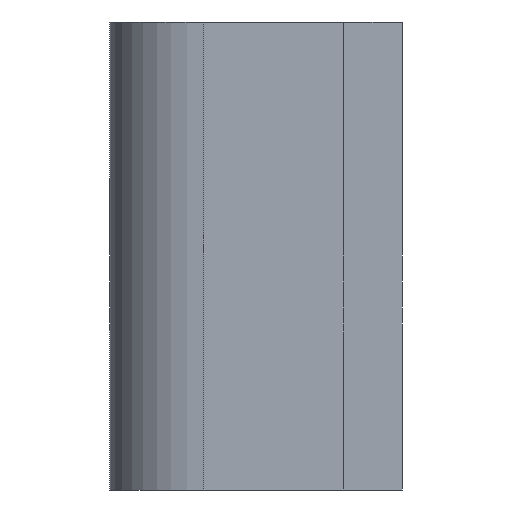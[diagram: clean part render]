
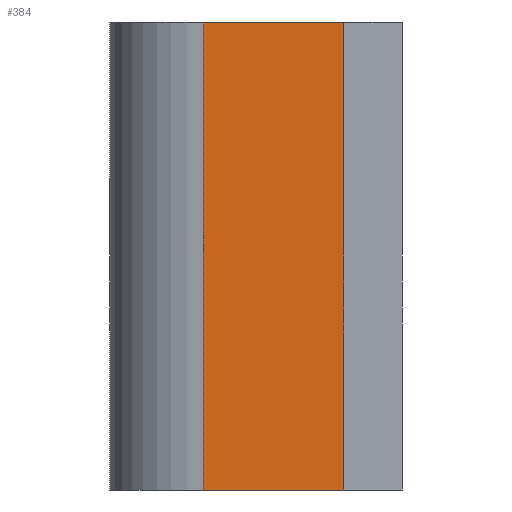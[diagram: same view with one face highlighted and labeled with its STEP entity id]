
A CAD part, left-side view. The second image highlights one B-rep face of the part: STEP entity #384.
In plain terms, the highlighted planar face has unit normal (-1, 0, 0).
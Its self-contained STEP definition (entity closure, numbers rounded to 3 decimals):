
#1 = CARTESIAN_POINT ( 'NONE',  ( -26.5, -15., 20. ) ) ;
#45 = DIRECTION ( 'NONE',  ( 0., 1., 0. ) ) ;
#77 = VERTEX_POINT ( 'NONE', #344 ) ;
#100 = CARTESIAN_POINT ( 'NONE',  ( -26.5, 0., 20. ) ) ;
#112 = VECTOR ( 'NONE', #706, 1000. ) ;
#193 = FACE_OUTER_BOUND ( 'NONE', #330, .T. ) ;
#213 = LINE ( 'NONE', #967, #359 ) ;
#218 = DIRECTION ( 'NONE',  ( 0., -1., 0. ) ) ;
#227 = CARTESIAN_POINT ( 'NONE',  ( -26.5, -15., -20. ) ) ;
#259 = DIRECTION ( 'NONE',  ( 0., -1., 0. ) ) ;
#276 = DIRECTION ( 'NONE',  ( 0., 0., 1. ) ) ;
#280 = ORIENTED_EDGE ( 'NONE', *, *, #1169, .T. ) ;
#313 = DIRECTION ( 'NONE',  ( 0., 0., -1. ) ) ;
#315 = ORIENTED_EDGE ( 'NONE', *, *, #558, .T. ) ;
#330 = EDGE_LOOP ( 'NONE', ( #546, #315, #280, #748, #616, #698 ) ) ;
#344 = CARTESIAN_POINT ( 'NONE',  ( -26.5, -12., -20. ) ) ;
#358 = VERTEX_POINT ( 'NONE', #913 ) ;
#359 = VECTOR ( 'NONE', #45, 1000. ) ;
#384 = ADVANCED_FACE ( 'NONE', ( #193 ), #850, .T. ) ;
#470 = VERTEX_POINT ( 'NONE', #227 ) ;
#494 = VECTOR ( 'NONE', #608, 1000. ) ;
#497 = CARTESIAN_POINT ( 'NONE',  ( -26.5, -3., 20. ) ) ;
#535 = EDGE_CURVE ( 'NONE', #1159, #358, #213, .T. ) ;
#546 = ORIENTED_EDGE ( 'NONE', *, *, #644, .F. ) ;
#558 = EDGE_CURVE ( 'NONE', #77, #470, #1047, .T. ) ;
#608 = DIRECTION ( 'NONE',  ( 0., 1., 0. ) ) ;
#616 = ORIENTED_EDGE ( 'NONE', *, *, #535, .T. ) ;
#621 = LINE ( 'NONE', #790, #112 ) ;
#644 = EDGE_CURVE ( 'NONE', #77, #938, #895, .T. ) ;
#645 = LINE ( 'NONE', #1, #1004 ) ;
#698 = ORIENTED_EDGE ( 'NONE', *, *, #989, .T. ) ;
#706 = DIRECTION ( 'NONE',  ( 0., -1., 0. ) ) ;
#715 = EDGE_CURVE ( 'NONE', #1159, #852, #621, .T. ) ;
#717 = CARTESIAN_POINT ( 'NONE',  ( -26.5, 0., -20. ) ) ;
#748 = ORIENTED_EDGE ( 'NONE', *, *, #715, .F. ) ;
#785 = CARTESIAN_POINT ( 'NONE',  ( -26.5, -3., -20. ) ) ;
#790 = CARTESIAN_POINT ( 'NONE',  ( -26.5, 0., 20. ) ) ;
#828 = VECTOR ( 'NONE', #218, 1000. ) ;
#837 = DIRECTION ( 'NONE',  ( -1., 0., 0. ) ) ;
#850 = PLANE ( 'NONE',  #923 ) ;
#852 = VERTEX_POINT ( 'NONE', #912 ) ;
#895 = LINE ( 'NONE', #717, #494 ) ;
#912 = CARTESIAN_POINT ( 'NONE',  ( -26.5, -15., 20. ) ) ;
#913 = CARTESIAN_POINT ( 'NONE',  ( -26.5, -3., 20. ) ) ;
#923 = AXIS2_PLACEMENT_3D ( 'NONE', #100, #837, #259 ) ;
#938 = VERTEX_POINT ( 'NONE', #785 ) ;
#954 = LINE ( 'NONE', #497, #988 ) ;
#962 = CARTESIAN_POINT ( 'NONE',  ( -26.5, -12., -20. ) ) ;
#967 = CARTESIAN_POINT ( 'NONE',  ( -26.5, 0., 20. ) ) ;
#988 = VECTOR ( 'NONE', #313, 1000. ) ;
#989 = EDGE_CURVE ( 'NONE', #358, #938, #954, .T. ) ;
#1004 = VECTOR ( 'NONE', #276, 1000. ) ;
#1007 = CARTESIAN_POINT ( 'NONE',  ( -26.5, -12., 20. ) ) ;
#1047 = LINE ( 'NONE', #962, #828 ) ;
#1159 = VERTEX_POINT ( 'NONE', #1007 ) ;
#1169 = EDGE_CURVE ( 'NONE', #470, #852, #645, .T. ) ;
